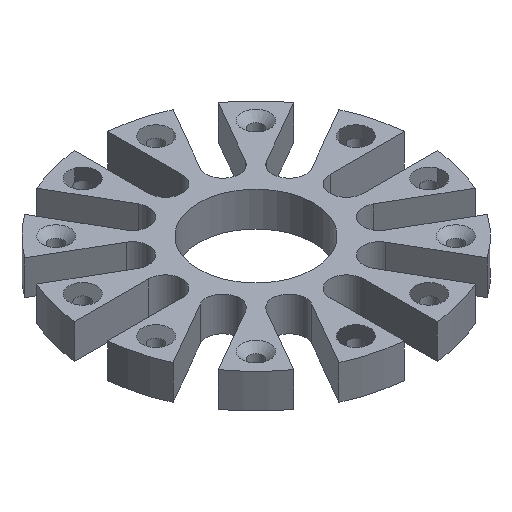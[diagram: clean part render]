
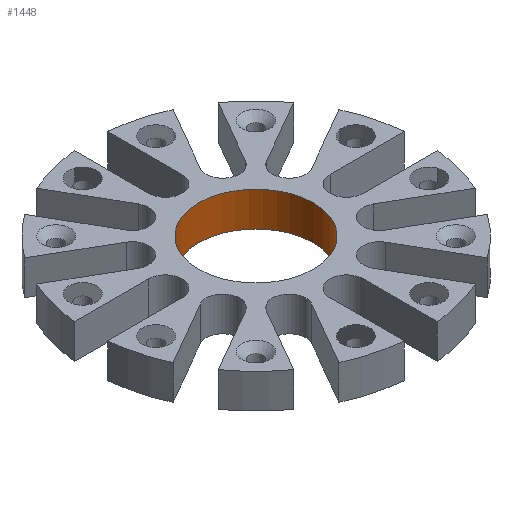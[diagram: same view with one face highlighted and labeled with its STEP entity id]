
A CAD part, isometric view. The second image highlights one B-rep face of the part: STEP entity #1448.
In plain terms, the highlighted cylindrical face has radius 13 mm (diameter 26 mm), a full revolution.
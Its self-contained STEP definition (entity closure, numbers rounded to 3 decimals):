
#103=CYLINDRICAL_SURFACE('',#1628,13.);
#177=FACE_OUTER_BOUND('',#265,.T.);
#265=EDGE_LOOP('',(#1298,#1299,#1300,#1301));
#400=LINE('',#2491,#521);
#521=VECTOR('',#2073,13.);
#582=CIRCLE('',#1555,13.);
#607=CIRCLE('',#1629,13.);
#692=VERTEX_POINT('',#2294);
#741=VERTEX_POINT('',#2489);
#850=EDGE_CURVE('',#692,#692,#582,.T.);
#947=EDGE_CURVE('',#741,#741,#607,.T.);
#948=EDGE_CURVE('',#741,#692,#400,.T.);
#1298=ORIENTED_EDGE('',*,*,#947,.F.);
#1299=ORIENTED_EDGE('',*,*,#948,.T.);
#1300=ORIENTED_EDGE('',*,*,#850,.F.);
#1301=ORIENTED_EDGE('',*,*,#948,.F.);
#1448=ADVANCED_FACE('',(#177),#103,.F.);
#1555=AXIS2_PLACEMENT_3D('',#2295,#1851,#1852);
#1628=AXIS2_PLACEMENT_3D('',#2488,#2069,#2070);
#1629=AXIS2_PLACEMENT_3D('',#2490,#2071,#2072);
#1851=DIRECTION('center_axis',(0.,0.,1.));
#1852=DIRECTION('ref_axis',(1.,0.,0.));
#2069=DIRECTION('center_axis',(0.,0.,1.));
#2070=DIRECTION('ref_axis',(1.,0.,0.));
#2071=DIRECTION('center_axis',(0.,0.,-1.));
#2072=DIRECTION('ref_axis',(1.,0.,0.));
#2073=DIRECTION('',(0.,0.,-1.));
#2294=CARTESIAN_POINT('',(-13.,0.,10.2));
#2295=CARTESIAN_POINT('Origin',(0.,0.,10.2));
#2488=CARTESIAN_POINT('Origin',(0.,0.,14.));
#2489=CARTESIAN_POINT('',(-13.,0.,18.));
#2490=CARTESIAN_POINT('Origin',(0.,0.,18.));
#2491=CARTESIAN_POINT('',(-13.,0.,14.));
